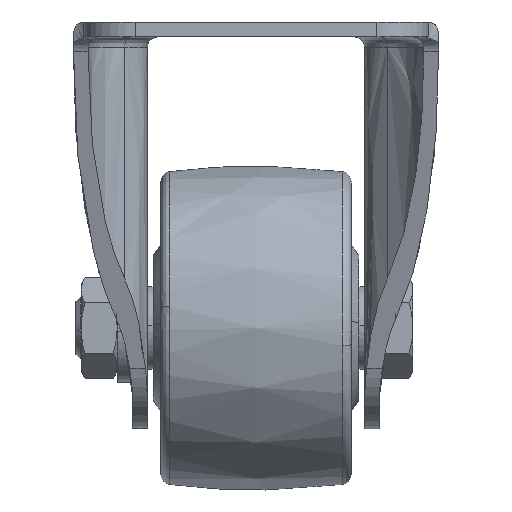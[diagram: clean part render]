
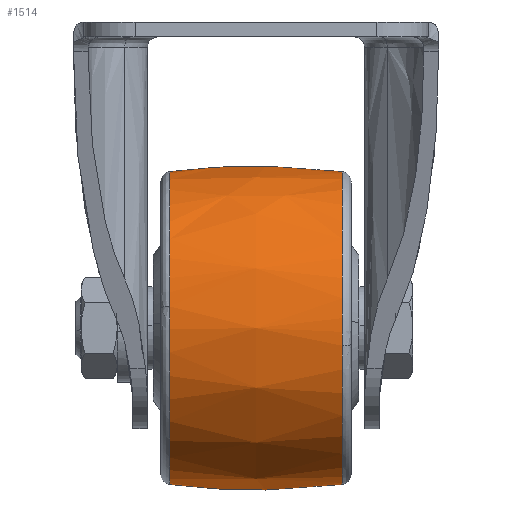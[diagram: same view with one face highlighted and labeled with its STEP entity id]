
A CAD part, left-side view. The second image highlights one B-rep face of the part: STEP entity #1514.
In plain terms, the highlighted free-form (B-spline) face has degree [2, 2] with [3, 7] control points.
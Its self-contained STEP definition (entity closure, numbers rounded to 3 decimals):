
#518=CARTESIAN_POINT('',(0.0,16.758,-29.085));
#519=VERTEX_POINT('',#518);
#550=CARTESIAN_POINT('',(-30.125,16.758,-55.309));
#551=VERTEX_POINT('',#550);
#565=CARTESIAN_POINT('',(0.0,16.758,-29.085));
#566=CARTESIAN_POINT('',(-26.477,16.758,-29.085));
#567=CARTESIAN_POINT('',(-30.125,16.758,-55.309));
#575=(BOUNDED_CURVE()B_SPLINE_CURVE(2,(#565,#566,#567),.UNSPECIFIED.,.F.,.U.)B_SPLINE_CURVE_WITH_KNOTS((3,3),(0.5,0.726),.UNSPECIFIED.)CURVE()GEOMETRIC_REPRESENTATION_ITEM()RATIONAL_B_SPLINE_CURVE((1.0,0.735,0.95))REPRESENTATION_ITEM(''));
#576=EDGE_CURVE('',#519,#551,#575,.T.);
#610=CARTESIAN_POINT('',(0.0,16.758,-89.915));
#611=VERTEX_POINT('',#610);
#625=CARTESIAN_POINT('',(-30.125,16.758,-55.309));
#626=CARTESIAN_POINT('',(-30.415,16.758,-57.394));
#627=CARTESIAN_POINT('',(-30.415,16.758,-59.5));
#628=CARTESIAN_POINT('',(-30.415,16.758,-89.915));
#629=CARTESIAN_POINT('',(0.0,16.758,-89.915));
#637=(BOUNDED_CURVE()B_SPLINE_CURVE(2,(#625,#626,#627,#628,#629),.UNSPECIFIED.,.F.,.U.)B_SPLINE_CURVE_WITH_KNOTS((3,2,3),(0.726,0.75,1.0),.UNSPECIFIED.)CURVE()GEOMETRIC_REPRESENTATION_ITEM()RATIONAL_B_SPLINE_CURVE((0.95,0.972,1.0,0.707,1.0))REPRESENTATION_ITEM(''));
#638=EDGE_CURVE('',#551,#611,#637,.T.);
#1384=CARTESIAN_POINT('',(0.0,-16.758,-89.915));
#1385=VERTEX_POINT('',#1384);
#1386=CARTESIAN_POINT('',(0.0,-16.758,-89.915));
#1387=CARTESIAN_POINT('',(0.0,0.,-92.094));
#1388=CARTESIAN_POINT('',(0.0,16.758,-89.915));
#1396=(BOUNDED_CURVE()B_SPLINE_CURVE(2,(#1386,#1387,#1388),.UNSPECIFIED.,.F.,.U.)B_SPLINE_CURVE_WITH_KNOTS((3,3),(0.413,0.587),.UNSPECIFIED.)CURVE()GEOMETRIC_REPRESENTATION_ITEM()RATIONAL_B_SPLINE_CURVE((0.883,0.875,0.883))REPRESENTATION_ITEM(''));
#1397=EDGE_CURVE('',#1385,#611,#1396,.T.);
#1401=CARTESIAN_POINT('',(0.0,-16.758,-29.085));
#1402=VERTEX_POINT('',#1401);
#1403=CARTESIAN_POINT('',(0.0,-16.758,-29.085));
#1404=CARTESIAN_POINT('',(0.0,0.,-26.906));
#1405=CARTESIAN_POINT('',(0.0,16.758,-29.085));
#1413=(BOUNDED_CURVE()B_SPLINE_CURVE(2,(#1403,#1404,#1405),.UNSPECIFIED.,.F.,.U.)B_SPLINE_CURVE_WITH_KNOTS((3,3),(0.413,0.587),.UNSPECIFIED.)CURVE()GEOMETRIC_REPRESENTATION_ITEM()RATIONAL_B_SPLINE_CURVE((0.883,0.875,0.883))REPRESENTATION_ITEM(''));
#1414=EDGE_CURVE('',#1402,#519,#1413,.T.);
#1449=CARTESIAN_POINT('',(0.844,-18.416,-29.311));
#1450=CARTESIAN_POINT('',(0.918,0.,-26.676));
#1451=CARTESIAN_POINT('',(0.844,18.416,-29.311));
#1452=CARTESIAN_POINT('',(0.424,-18.416,-29.311));
#1453=CARTESIAN_POINT('',(0.462,0.,-26.676));
#1454=CARTESIAN_POINT('',(0.424,18.416,-29.311));
#1455=CARTESIAN_POINT('',(-30.189,-18.416,-29.311));
#1456=CARTESIAN_POINT('',(-32.824,0.,-26.676));
#1457=CARTESIAN_POINT('',(-30.189,18.416,-29.311));
#1458=CARTESIAN_POINT('',(-30.189,-18.416,-59.5));
#1459=CARTESIAN_POINT('',(-32.824,0.,-59.5));
#1460=CARTESIAN_POINT('',(-30.189,18.416,-59.5));
#1461=CARTESIAN_POINT('',(-30.189,-18.416,-89.689));
#1462=CARTESIAN_POINT('',(-32.824,0.,-92.324));
#1463=CARTESIAN_POINT('',(-30.189,18.416,-89.689));
#1464=CARTESIAN_POINT('',(0.424,-18.416,-89.689));
#1465=CARTESIAN_POINT('',(0.462,0.,-92.324));
#1466=CARTESIAN_POINT('',(0.424,18.416,-89.689));
#1467=CARTESIAN_POINT('',(0.844,-18.416,-89.689));
#1468=CARTESIAN_POINT('',(0.918,0.,-92.324));
#1469=CARTESIAN_POINT('',(0.844,18.416,-89.689));
#1477=(BOUNDED_SURFACE()B_SPLINE_SURFACE(2,2,((#1449,#1452,#1455,#1458,#1461,#1464,#1467),(#1450,#1453,#1456,#1459,#1462,#1465,#1468),(#1451,#1454,#1457,#1460,#1463,#1466,#1469)),.UNSPECIFIED.,.F.,.F.,.U.)B_SPLINE_SURFACE_WITH_KNOTS((3,3),(3,1,2,1,3),(0.0,37.018),(0.0,1.044,53.235,105.426,106.469),.UNSPECIFIED.)GEOMETRIC_REPRESENTATION_ITEM()RATIONAL_B_SPLINE_SURFACE(((0.894,0.888,0.625,0.883,0.625,0.888,0.894),(0.885,0.88,0.618,0.874,0.618,0.88,0.885),(0.894,0.888,0.625,0.883,0.625,0.888,0.894)))REPRESENTATION_ITEM('')SURFACE());
#1478=ORIENTED_EDGE('',*,*,#1397,.F.);
#1479=CARTESIAN_POINT('',(-30.221,-16.758,-62.933));
#1480=VERTEX_POINT('',#1479);
#1481=CARTESIAN_POINT('',(-30.221,-16.758,-62.933));
#1482=CARTESIAN_POINT('',(-27.156,-16.758,-89.915));
#1483=CARTESIAN_POINT('',(0.0,-16.758,-89.915));
#1491=(BOUNDED_CURVE()B_SPLINE_CURVE(2,(#1481,#1482,#1483),.UNSPECIFIED.,.F.,.U.)B_SPLINE_CURVE_WITH_KNOTS((3,3),(0.77,1.0),.UNSPECIFIED.)CURVE()GEOMETRIC_REPRESENTATION_ITEM()RATIONAL_B_SPLINE_CURVE((0.958,0.73,1.0))REPRESENTATION_ITEM(''));
#1492=EDGE_CURVE('',#1480,#1385,#1491,.T.);
#1493=ORIENTED_EDGE('',*,*,#1492,.F.);
#1494=CARTESIAN_POINT('',(0.0,-16.758,-29.085));
#1495=CARTESIAN_POINT('',(-30.415,-16.758,-29.085));
#1496=CARTESIAN_POINT('',(-30.415,-16.758,-59.5));
#1497=CARTESIAN_POINT('',(-30.415,-16.758,-61.222));
#1498=CARTESIAN_POINT('',(-30.221,-16.758,-62.933));
#1506=(BOUNDED_CURVE()B_SPLINE_CURVE(2,(#1494,#1495,#1496,#1497,#1498),.UNSPECIFIED.,.F.,.U.)B_SPLINE_CURVE_WITH_KNOTS((3,2,3),(0.5,0.75,0.77),.UNSPECIFIED.)CURVE()GEOMETRIC_REPRESENTATION_ITEM()RATIONAL_B_SPLINE_CURVE((1.0,0.707,1.0,0.977,0.958))REPRESENTATION_ITEM(''));
#1507=EDGE_CURVE('',#1402,#1480,#1506,.T.);
#1508=ORIENTED_EDGE('',*,*,#1507,.F.);
#1509=ORIENTED_EDGE('',*,*,#1414,.T.);
#1510=ORIENTED_EDGE('',*,*,#576,.T.);
#1511=ORIENTED_EDGE('',*,*,#638,.T.);
#1512=EDGE_LOOP('',(#1478,#1493,#1508,#1509,#1510,#1511));
#1513=FACE_OUTER_BOUND('',#1512,.T.);
#1514=ADVANCED_FACE('',(#1513),#1477,.T.);
